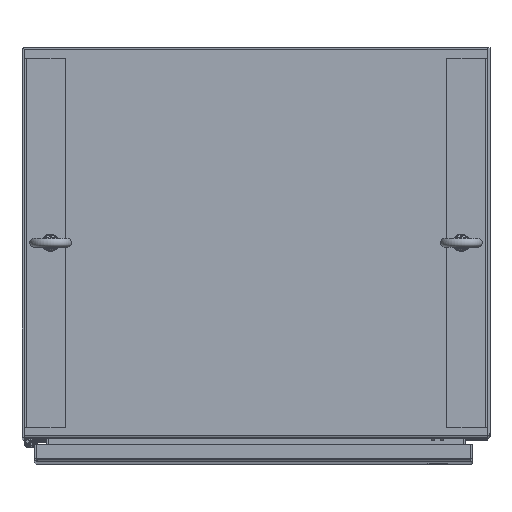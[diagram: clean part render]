
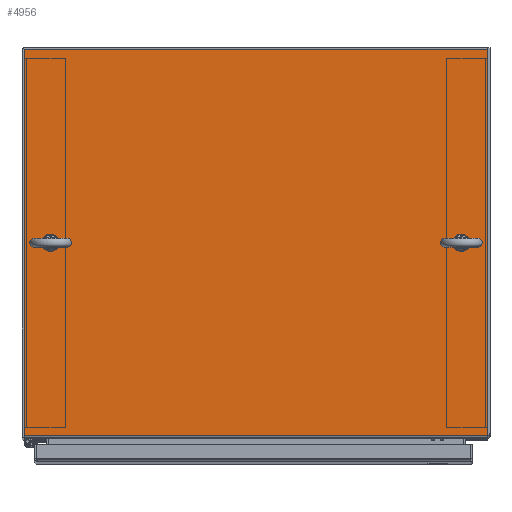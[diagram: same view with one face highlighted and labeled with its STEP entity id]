
A CAD part, top view. The second image highlights one B-rep face of the part: STEP entity #4956.
In plain terms, the highlighted planar face has unit normal (0, 0, 1).
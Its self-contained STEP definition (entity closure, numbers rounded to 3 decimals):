
#4956 = ADVANCED_FACE( '', ( #10022, #10023, #10024 ), #10025, .T. );
#10022 = FACE_BOUND( '', #17671, .T. );
#10023 = FACE_BOUND( '', #17672, .T. );
#10024 = FACE_OUTER_BOUND( '', #17673, .T. );
#10025 = PLANE( '', #17674 );
#17671 = EDGE_LOOP( '', ( #32844 ) );
#17672 = EDGE_LOOP( '', ( #32845 ) );
#17673 = EDGE_LOOP( '', ( #32846, #32847, #32848, #32849 ) );
#17674 = AXIS2_PLACEMENT_3D( '', #32850, #32851, #32852 );
#32844 = ORIENTED_EDGE( '', *, *, #35850, .T. );
#32845 = ORIENTED_EDGE( '', *, *, #35713, .T. );
#32846 = ORIENTED_EDGE( '', *, *, #37476, .T. );
#32847 = ORIENTED_EDGE( '', *, *, #37748, .T. );
#32848 = ORIENTED_EDGE( '', *, *, #38326, .T. );
#32849 = ORIENTED_EDGE( '', *, *, #38710, .T. );
#32850 = CARTESIAN_POINT( '', ( 0., 0., 0. ) );
#32851 = DIRECTION( '', ( 0., 0., 1. ) );
#32852 = DIRECTION( '', ( 1., 0., 0. ) );
#35713 = EDGE_CURVE( '', #41757, #41757, #41758, .T. );
#35850 = EDGE_CURVE( '', #41973, #41973, #41974, .T. );
#37476 = EDGE_CURVE( '', #44415, #44413, #44416, .T. );
#37748 = EDGE_CURVE( '', #44413, #44766, #44768, .T. );
#38326 = EDGE_CURVE( '', #44766, #45480, #45482, .T. );
#38710 = EDGE_CURVE( '', #45480, #44415, #45895, .T. );
#41757 = VERTEX_POINT( '', #53148 );
#41758 = CIRCLE( '', #53149, 7.938 );
#41973 = VERTEX_POINT( '', #53570 );
#41974 = CIRCLE( '', #53571, 7.938 );
#44413 = VERTEX_POINT( '', #60162 );
#44415 = VERTEX_POINT( '', #60164 );
#44416 = LINE( '', #60165, #60166 );
#44766 = VERTEX_POINT( '', #60986 );
#44768 = LINE( '', #60988, #60989 );
#45480 = VERTEX_POINT( '', #63175 );
#45482 = LINE( '', #63178, #63179 );
#45895 = LINE( '', #64062, #64063 );
#53148 = CARTESIAN_POINT( '', ( -260.318, 1.334, 0. ) );
#53149 = AXIS2_PLACEMENT_3D( '', #65786, #65787, #65788 );
#53570 = CARTESIAN_POINT( '', ( 276.193, 1.334, 0. ) );
#53571 = AXIS2_PLACEMENT_3D( '', #65915, #65916, #65917 );
#60162 = CARTESIAN_POINT( '', ( -302.927, -249.98, 0. ) );
#60164 = CARTESIAN_POINT( '', ( -302.927, 253.46, 0. ) );
#60165 = CARTESIAN_POINT( '', ( -302.927, 253.46, 0. ) );
#60166 = VECTOR( '', #66960, 1000. );
#60986 = CARTESIAN_POINT( '', ( 302.927, -249.98, 0. ) );
#60988 = CARTESIAN_POINT( '', ( -302.927, -249.98, 0. ) );
#60989 = VECTOR( '', #67176, 1000. );
#63175 = CARTESIAN_POINT( '', ( 302.927, 253.46, 0. ) );
#63178 = CARTESIAN_POINT( '', ( 302.927, -253.46, 0. ) );
#63179 = VECTOR( '', #67409, 1000. );
#64062 = CARTESIAN_POINT( '', ( 302.927, 253.46, 0. ) );
#64063 = VECTOR( '', #67552, 1000. );
#65786 = CARTESIAN_POINT( '', ( -268.256, 1.334, 0. ) );
#65787 = DIRECTION( '', ( 0., 0., -1. ) );
#65788 = DIRECTION( '', ( 1., 0., 0. ) );
#65915 = CARTESIAN_POINT( '', ( 268.256, 1.334, 0. ) );
#65916 = DIRECTION( '', ( 0., 0., -1. ) );
#65917 = DIRECTION( '', ( 1., 0., 0. ) );
#66960 = DIRECTION( '', ( 0., -1., 0. ) );
#67176 = DIRECTION( '', ( 1., 0., 0. ) );
#67409 = DIRECTION( '', ( 0., 1., 0. ) );
#67552 = DIRECTION( '', ( -1., 0., 0. ) );
